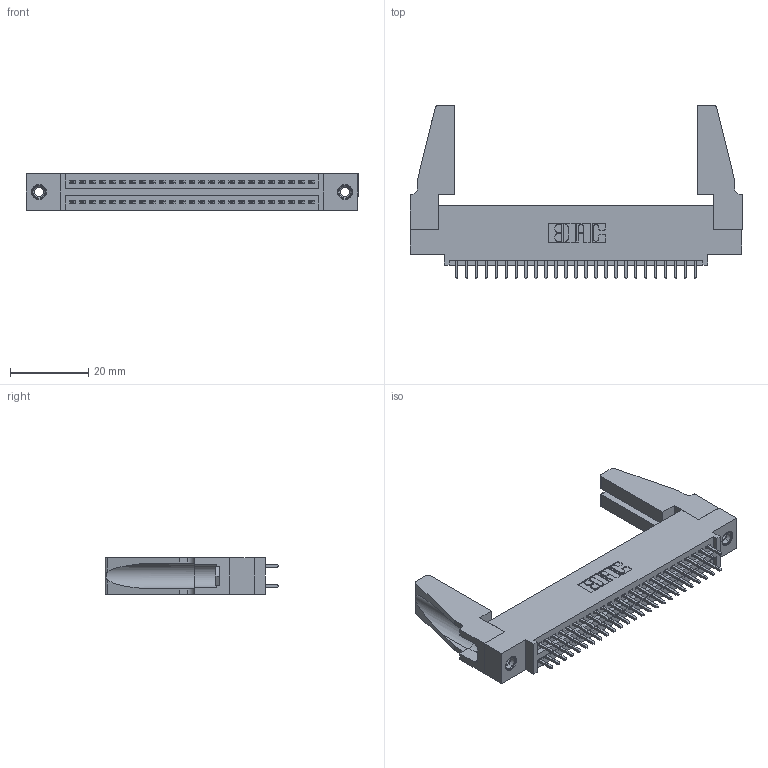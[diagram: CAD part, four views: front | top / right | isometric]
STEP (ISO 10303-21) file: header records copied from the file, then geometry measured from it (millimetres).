
FILE_DESCRIPTION (( 'STEP AP203' ), '1' );
FILE_NAME ('395-050-521-588.STEP', '2019-10-19T06:59:32', ( '' ), ( '' ), 'SwSTEP 2.0', 'SolidWorks 2016', '' );
FILE_SCHEMA (( 'CONFIG_CONTROL_DESIGN' ));
Length unit declared in the file: inch
Products named in the file (5): 345-220-078_345-220-088; 395-050-521-588; 345 Part_0.110 Offset - 0.156 Dia-TH; 345-292-001_345-293-121; 345-250-001_345-250-001-102
Assembly tree (55 placements, depth 2):
  395-050-521-588
    345 Part_0.110 Offset - 0.156 Dia-TH
    345-292-001_345-293-121  x50
    345-250-001_345-250-001-102  x2
    345-220-078_345-220-088  x2
Bounding box: 84.73 x 44.37 x 9.4 mm (x, y, z)
Volume: 11232.1 mm3; surface area: 14548.1 mm2
Topology: 55 solids, 55 shells, 2754 faces, 8117 edges, 5334 vertices
Faces by surface type: plane 1806, cylinder 932, cone 12, torus 4
Entity records: 24202 total; most frequent: CARTESIAN_POINT 4070, ORIENTED_EDGE 3964, DIRECTION 3614, EDGE_CURVE 1982, VECTOR 1708, LINE 1708, VERTEX_POINT 1314, AXIS2_PLACEMENT_3D 953
